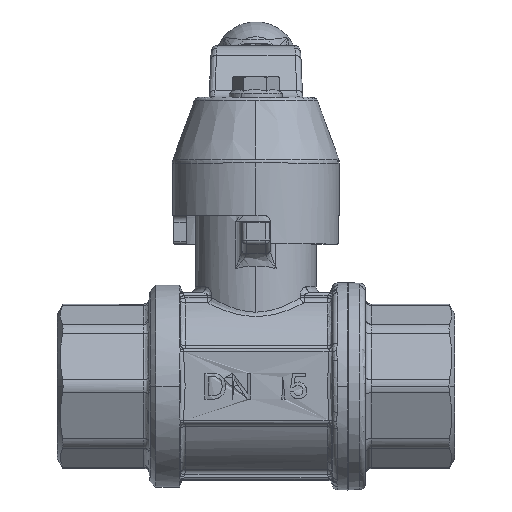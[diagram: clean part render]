
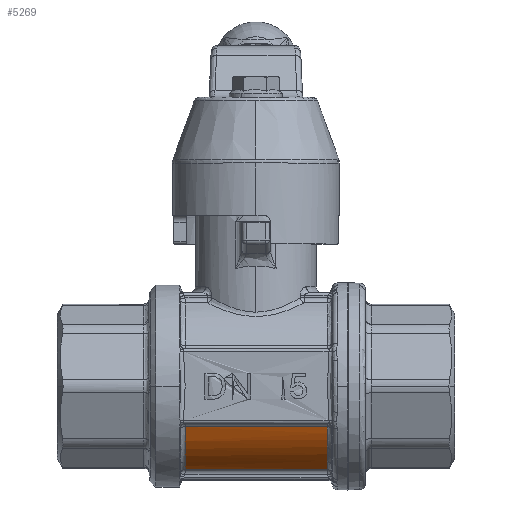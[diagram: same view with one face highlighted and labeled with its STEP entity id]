
A CAD part, top view. The second image highlights one B-rep face of the part: STEP entity #5269.
In plain terms, the highlighted cylindrical face has radius 16.25 mm (diameter 32.5 mm), a partial arc.
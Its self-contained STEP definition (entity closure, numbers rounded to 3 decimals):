
#498 = DIRECTION ( 'NONE',  ( -1., 0., 0. ) ) ;
#4129 = ORIENTED_EDGE ( 'NONE', *, *, #12433, .T. ) ;
#4221 = CARTESIAN_POINT ( 'NONE',  ( -12.283, -12.62, 10.387 ) ) ;
#4390 = CARTESIAN_POINT ( 'NONE',  ( -12.283, -10.106, 12.846 ) ) ;
#5172 = VERTEX_POINT ( 'NONE', #27920 ) ;
#5237 = B_SPLINE_CURVE_WITH_KNOTS ( 'NONE', 3,
 ( #19177, #29436, #29938, #6244, #6921, #13979 ),
 .UNSPECIFIED., .F., .F.,
 ( 4, 2, 4 ),
 ( 0., 0.5, 1. ),
 .UNSPECIFIED. ) ;
#5269 = ADVANCED_FACE ( 'NONE', ( #21010 ), #21795, .T. ) ;
#5820 = CARTESIAN_POINT ( 'NONE',  ( -12.283, -7.065, 14.634 ) ) ;
#6244 = CARTESIAN_POINT ( 'NONE',  ( 12.417, -10.106, 12.846 ) ) ;
#6921 = CARTESIAN_POINT ( 'NONE',  ( 12.417, -8.648, 13.869 ) ) ;
#8188 = ORIENTED_EDGE ( 'NONE', *, *, #12319, .T. ) ;
#8931 = EDGE_CURVE ( 'NONE', #28199, #13220, #23198, .T. ) ;
#9278 = CARTESIAN_POINT ( 'NONE',  ( -12.283, -14.474, 7.386 ) ) ;
#12319 = EDGE_CURVE ( 'NONE', #28254, #28199, #30538, .T. ) ;
#12433 = EDGE_CURVE ( 'NONE', #13220, #5172, #5237, .T. ) ;
#12572 = EDGE_LOOP ( 'NONE', ( #14877, #8188, #18466, #4129 ) ) ;
#13220 = VERTEX_POINT ( 'NONE', #29818 ) ;
#13979 = CARTESIAN_POINT ( 'NONE',  ( 12.417, -7.065, 14.634 ) ) ;
#14877 = ORIENTED_EDGE ( 'NONE', *, *, #32394, .T. ) ;
#15094 = CARTESIAN_POINT ( 'NONE',  ( -4.05, -7.065, 14.634 ) ) ;
#15295 = CARTESIAN_POINT ( 'NONE',  ( -12.283, -14.474, 7.386 ) ) ;
#16813 = CARTESIAN_POINT ( 'NONE',  ( -12.283, -14.474, 7.386 ) ) ;
#17174 = CARTESIAN_POINT ( 'NONE',  ( 4.184, -14.474, 7.386 ) ) ;
#18466 = ORIENTED_EDGE ( 'NONE', *, *, #8931, .T. ) ;
#19177 = CARTESIAN_POINT ( 'NONE',  ( 12.417, -14.474, 7.386 ) ) ;
#21010 = FACE_OUTER_BOUND ( 'NONE', #12572, .T. ) ;
#21795 = CYLINDRICAL_SURFACE ( 'NONE', #30429, 16.25 ) ;
#22709 = CARTESIAN_POINT ( 'NONE',  ( 12.417, -14.474, 7.386 ) ) ;
#23198 = B_SPLINE_CURVE_WITH_KNOTS ( 'NONE', 3,
 ( #15295, #25068, #17174, #22709 ),
 .UNSPECIFIED., .F., .F.,
 ( 4, 4 ),
 ( 0., 1. ),
 .UNSPECIFIED. ) ;
#23359 = B_SPLINE_CURVE_WITH_KNOTS ( 'NONE', 3,
 ( #30731, #25189, #15094, #32756 ),
 .UNSPECIFIED., .F., .F.,
 ( 4, 4 ),
 ( 0., 1. ),
 .UNSPECIFIED. ) ;
#24155 = CARTESIAN_POINT ( 'NONE',  ( -44., 0., 0. ) ) ;
#25068 = CARTESIAN_POINT ( 'NONE',  ( -4.05, -14.474, 7.386 ) ) ;
#25189 = CARTESIAN_POINT ( 'NONE',  ( 4.184, -7.065, 14.634 ) ) ;
#26761 = CARTESIAN_POINT ( 'NONE',  ( -12.283, -7.065, 14.634 ) ) ;
#27003 = DIRECTION ( 'NONE',  ( 0., 0., 1. ) ) ;
#27429 = CARTESIAN_POINT ( 'NONE',  ( -12.283, -8.648, 13.869 ) ) ;
#27920 = CARTESIAN_POINT ( 'NONE',  ( 12.417, -7.065, 14.634 ) ) ;
#28199 = VERTEX_POINT ( 'NONE', #16813 ) ;
#28254 = VERTEX_POINT ( 'NONE', #5820 ) ;
#29436 = CARTESIAN_POINT ( 'NONE',  ( 12.417, -13.675, 8.952 ) ) ;
#29818 = CARTESIAN_POINT ( 'NONE',  ( 12.417, -14.474, 7.386 ) ) ;
#29938 = CARTESIAN_POINT ( 'NONE',  ( 12.417, -12.62, 10.387 ) ) ;
#30429 = AXIS2_PLACEMENT_3D ( 'NONE', #24155, #498, #27003 ) ;
#30538 = B_SPLINE_CURVE_WITH_KNOTS ( 'NONE', 3,
 ( #26761, #27429, #4390, #4221, #32303, #9278 ),
 .UNSPECIFIED., .F., .F.,
 ( 4, 2, 4 ),
 ( 0., 0.5, 1. ),
 .UNSPECIFIED. ) ;
#30731 = CARTESIAN_POINT ( 'NONE',  ( 12.417, -7.065, 14.634 ) ) ;
#32303 = CARTESIAN_POINT ( 'NONE',  ( -12.283, -13.675, 8.952 ) ) ;
#32394 = EDGE_CURVE ( 'NONE', #5172, #28254, #23359, .T. ) ;
#32756 = CARTESIAN_POINT ( 'NONE',  ( -12.283, -7.065, 14.634 ) ) ;
